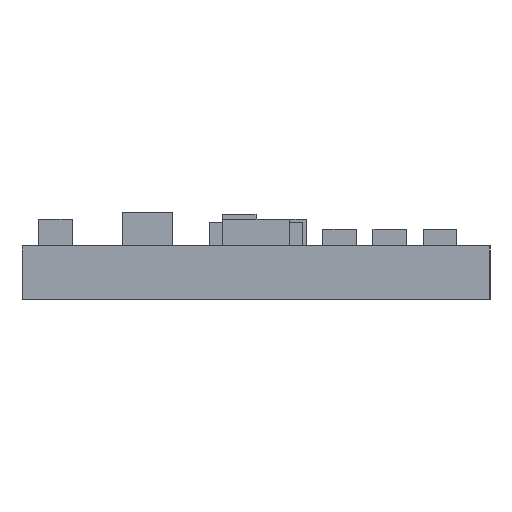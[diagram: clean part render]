
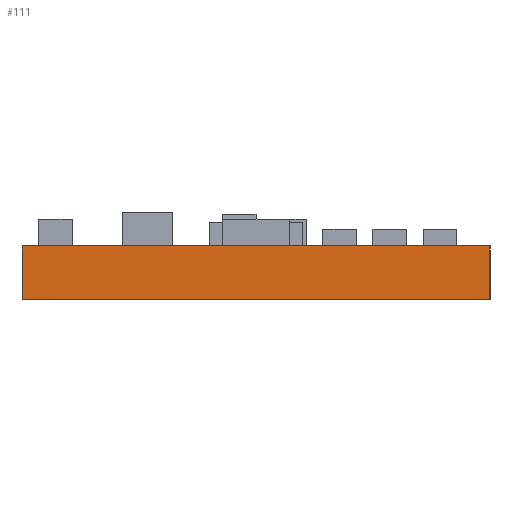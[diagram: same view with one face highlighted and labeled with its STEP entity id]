
A CAD part, left-side view. The second image highlights one B-rep face of the part: STEP entity #111.
In plain terms, the highlighted planar face has unit normal (-1, 0, 0).
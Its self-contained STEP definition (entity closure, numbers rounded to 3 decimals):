
#48=PLANE('',#1382);
#111=ADVANCED_FACE('',(#181),#48,.T.);
#181=FACE_OUTER_BOUND('',#275,.F.);
#275=EDGE_LOOP('',(#449,#450,#451,#452));
#449=ORIENTED_EDGE('',*,*,#879,.T.);
#450=ORIENTED_EDGE('',*,*,#880,.T.);
#451=ORIENTED_EDGE('',*,*,#881,.F.);
#452=ORIENTED_EDGE('',*,*,#882,.T.);
#879=EDGE_CURVE('',#1204,#1203,#1025,.T.);
#880=EDGE_CURVE('',#1203,#1202,#1026,.T.);
#881=EDGE_CURVE('',#1201,#1202,#1027,.T.);
#882=EDGE_CURVE('',#1201,#1204,#1028,.T.);
#1025=LINE('',#2058,#1171);
#1026=LINE('',#2059,#1172);
#1027=LINE('',#2060,#1173);
#1028=LINE('',#2061,#1174);
#1171=VECTOR('',#1622,1.6);
#1172=VECTOR('',#1623,14.);
#1173=VECTOR('',#1624,1.6);
#1174=VECTOR('',#1625,14.);
#1201=VERTEX_POINT('',#1798);
#1202=VERTEX_POINT('',#1799);
#1203=VERTEX_POINT('',#1800);
#1204=VERTEX_POINT('',#1801);
#1382=AXIS2_PLACEMENT_3D('',#2096,#1672,#1673);
#1622=DIRECTION('',(0.,0.,1.));
#1623=DIRECTION('',(0.,-1.,0.));
#1624=DIRECTION('',(0.,0.,1.));
#1625=DIRECTION('',(0.,1.,0.));
#1672=DIRECTION('',(-1.,0.,0.));
#1673=DIRECTION('',(0.,-1.,0.));
#1798=CARTESIAN_POINT('',(0.,0.,0.));
#1799=CARTESIAN_POINT('',(0.,0.,1.6));
#1800=CARTESIAN_POINT('',(0.,14.,1.6));
#1801=CARTESIAN_POINT('',(0.,14.,0.));
#2058=CARTESIAN_POINT('',(0.,14.,0.));
#2059=CARTESIAN_POINT('',(0.,14.,1.6));
#2060=CARTESIAN_POINT('',(0.,0.,0.));
#2061=CARTESIAN_POINT('',(0.,0.,0.));
#2096=CARTESIAN_POINT('',(0.,14.7,-0.7));
